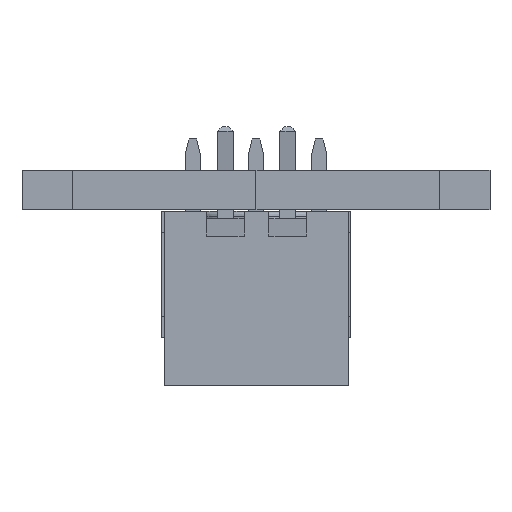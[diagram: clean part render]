
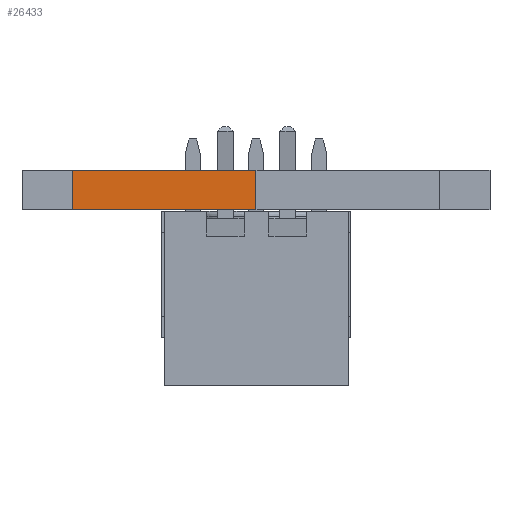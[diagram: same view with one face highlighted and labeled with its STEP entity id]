
A CAD part, left-side view. The second image highlights one B-rep face of the part: STEP entity #26433.
In plain terms, the highlighted planar face has unit normal (-1, 0, 0).
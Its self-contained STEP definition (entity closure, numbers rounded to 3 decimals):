
#24948 = PLANE('',#24949);
#24949 = AXIS2_PLACEMENT_3D('',#24950,#24951,#24952);
#24950 = CARTESIAN_POINT('',(0.572,0.,1.6));
#24951 = DIRECTION('',(-0.,-0.,-1.));
#24952 = DIRECTION('',(-1.,0.,0.));
#25002 = PLANE('',#25003);
#25003 = AXIS2_PLACEMENT_3D('',#25004,#25005,#25006);
#25004 = CARTESIAN_POINT('',(0.572,0.,0.));
#25005 = DIRECTION('',(-0.,-0.,-1.));
#25006 = DIRECTION('',(-1.,0.,0.));
#25035 = PLANE('',#25036);
#25036 = AXIS2_PLACEMENT_3D('',#25037,#25038,#25039);
#25037 = CARTESIAN_POINT('',(-26.67,7.366,0.));
#25038 = DIRECTION('',(0.,1.,0.));
#25039 = DIRECTION('',(1.,0.,0.));
#25251 = VERTEX_POINT('',#25252);
#25252 = CARTESIAN_POINT('',(-26.67,-0.,0.));
#25266 = PLANE('',#25267);
#25267 = AXIS2_PLACEMENT_3D('',#25268,#25269,#25270);
#25268 = CARTESIAN_POINT('',(-26.67,-7.366,0.));
#25269 = DIRECTION('',(-1.,0.,0.));
#25270 = DIRECTION('',(0.,1.,0.));
#25278 = EDGE_CURVE('',#25251,#25279,#25281,.T.);
#25279 = VERTEX_POINT('',#25280);
#25280 = CARTESIAN_POINT('',(-26.67,7.366,0.));
#25281 = SURFACE_CURVE('',#25282,(#25286,#25293),.PCURVE_S1.);
#25282 = LINE('',#25283,#25284);
#25283 = CARTESIAN_POINT('',(-26.67,-0.,0.));
#25284 = VECTOR('',#25285,1.);
#25285 = DIRECTION('',(0.,1.,0.));
#25286 = PCURVE('',#25002,#25287);
#25287 = DEFINITIONAL_REPRESENTATION('',(#25288),#25292);
#25288 = LINE('',#25289,#25290);
#25289 = CARTESIAN_POINT('',(27.242,0.));
#25290 = VECTOR('',#25291,1.);
#25291 = DIRECTION('',(0.,1.));
#25292 = ( GEOMETRIC_REPRESENTATION_CONTEXT(2) 
PARAMETRIC_REPRESENTATION_CONTEXT() REPRESENTATION_CONTEXT('2D SPACE',''
  ) );
#25293 = PCURVE('',#25294,#25299);
#25294 = PLANE('',#25295);
#25295 = AXIS2_PLACEMENT_3D('',#25296,#25297,#25298);
#25296 = CARTESIAN_POINT('',(-26.67,0.,0.));
#25297 = DIRECTION('',(-1.,0.,0.));
#25298 = DIRECTION('',(0.,1.,0.));
#25299 = DEFINITIONAL_REPRESENTATION('',(#25300),#25304);
#25300 = LINE('',#25301,#25302);
#25301 = CARTESIAN_POINT('',(0.,0.));
#25302 = VECTOR('',#25303,1.);
#25303 = DIRECTION('',(1.,0.));
#25304 = ( GEOMETRIC_REPRESENTATION_CONTEXT(2) 
PARAMETRIC_REPRESENTATION_CONTEXT() REPRESENTATION_CONTEXT('2D SPACE',''
  ) );
#25893 = VERTEX_POINT('',#25894);
#25894 = CARTESIAN_POINT('',(-26.67,0.,1.6));
#25915 = EDGE_CURVE('',#25893,#25916,#25918,.T.);
#25916 = VERTEX_POINT('',#25917);
#25917 = CARTESIAN_POINT('',(-26.67,7.366,1.6));
#25918 = SURFACE_CURVE('',#25919,(#25923,#25930),.PCURVE_S1.);
#25919 = LINE('',#25920,#25921);
#25920 = CARTESIAN_POINT('',(-26.67,0.,1.6));
#25921 = VECTOR('',#25922,1.);
#25922 = DIRECTION('',(0.,1.,0.));
#25923 = PCURVE('',#24948,#25924);
#25924 = DEFINITIONAL_REPRESENTATION('',(#25925),#25929);
#25925 = LINE('',#25926,#25927);
#25926 = CARTESIAN_POINT('',(27.242,0.));
#25927 = VECTOR('',#25928,1.);
#25928 = DIRECTION('',(0.,1.));
#25929 = ( GEOMETRIC_REPRESENTATION_CONTEXT(2) 
PARAMETRIC_REPRESENTATION_CONTEXT() REPRESENTATION_CONTEXT('2D SPACE',''
  ) );
#25930 = PCURVE('',#25294,#25931);
#25931 = DEFINITIONAL_REPRESENTATION('',(#25932),#25936);
#25932 = LINE('',#25933,#25934);
#25933 = CARTESIAN_POINT('',(0.,-1.6));
#25934 = VECTOR('',#25935,1.);
#25935 = DIRECTION('',(1.,0.));
#25936 = ( GEOMETRIC_REPRESENTATION_CONTEXT(2) 
PARAMETRIC_REPRESENTATION_CONTEXT() REPRESENTATION_CONTEXT('2D SPACE',''
  ) );
#26383 = EDGE_CURVE('',#25279,#25916,#26384,.T.);
#26384 = SURFACE_CURVE('',#26385,(#26389,#26396),.PCURVE_S1.);
#26385 = LINE('',#26386,#26387);
#26386 = CARTESIAN_POINT('',(-26.67,7.366,0.));
#26387 = VECTOR('',#26388,1.);
#26388 = DIRECTION('',(0.,0.,1.));
#26389 = PCURVE('',#25035,#26390);
#26390 = DEFINITIONAL_REPRESENTATION('',(#26391),#26395);
#26391 = LINE('',#26392,#26393);
#26392 = CARTESIAN_POINT('',(0.,0.));
#26393 = VECTOR('',#26394,1.);
#26394 = DIRECTION('',(0.,-1.));
#26395 = ( GEOMETRIC_REPRESENTATION_CONTEXT(2) 
PARAMETRIC_REPRESENTATION_CONTEXT() REPRESENTATION_CONTEXT('2D SPACE',''
  ) );
#26396 = PCURVE('',#25294,#26397);
#26397 = DEFINITIONAL_REPRESENTATION('',(#26398),#26402);
#26398 = LINE('',#26399,#26400);
#26399 = CARTESIAN_POINT('',(7.366,0.));
#26400 = VECTOR('',#26401,1.);
#26401 = DIRECTION('',(0.,-1.));
#26402 = ( GEOMETRIC_REPRESENTATION_CONTEXT(2) 
PARAMETRIC_REPRESENTATION_CONTEXT() REPRESENTATION_CONTEXT('2D SPACE',''
  ) );
#26433 = ADVANCED_FACE('',(#26434),#25294,.T.);
#26434 = FACE_BOUND('',#26435,.T.);
#26435 = EDGE_LOOP('',(#26436,#26457,#26458,#26459));
#26436 = ORIENTED_EDGE('',*,*,#26437,.T.);
#26437 = EDGE_CURVE('',#25251,#25893,#26438,.T.);
#26438 = SURFACE_CURVE('',#26439,(#26443,#26450),.PCURVE_S1.);
#26439 = LINE('',#26440,#26441);
#26440 = CARTESIAN_POINT('',(-26.67,-0.,0.));
#26441 = VECTOR('',#26442,1.);
#26442 = DIRECTION('',(0.,0.,1.));
#26443 = PCURVE('',#25294,#26444);
#26444 = DEFINITIONAL_REPRESENTATION('',(#26445),#26449);
#26445 = LINE('',#26446,#26447);
#26446 = CARTESIAN_POINT('',(0.,0.));
#26447 = VECTOR('',#26448,1.);
#26448 = DIRECTION('',(0.,-1.));
#26449 = ( GEOMETRIC_REPRESENTATION_CONTEXT(2) 
PARAMETRIC_REPRESENTATION_CONTEXT() REPRESENTATION_CONTEXT('2D SPACE',''
  ) );
#26450 = PCURVE('',#25266,#26451);
#26451 = DEFINITIONAL_REPRESENTATION('',(#26452),#26456);
#26452 = LINE('',#26453,#26454);
#26453 = CARTESIAN_POINT('',(7.366,0.));
#26454 = VECTOR('',#26455,1.);
#26455 = DIRECTION('',(0.,-1.));
#26456 = ( GEOMETRIC_REPRESENTATION_CONTEXT(2) 
PARAMETRIC_REPRESENTATION_CONTEXT() REPRESENTATION_CONTEXT('2D SPACE',''
  ) );
#26457 = ORIENTED_EDGE('',*,*,#25915,.T.);
#26458 = ORIENTED_EDGE('',*,*,#26383,.F.);
#26459 = ORIENTED_EDGE('',*,*,#25278,.F.);
